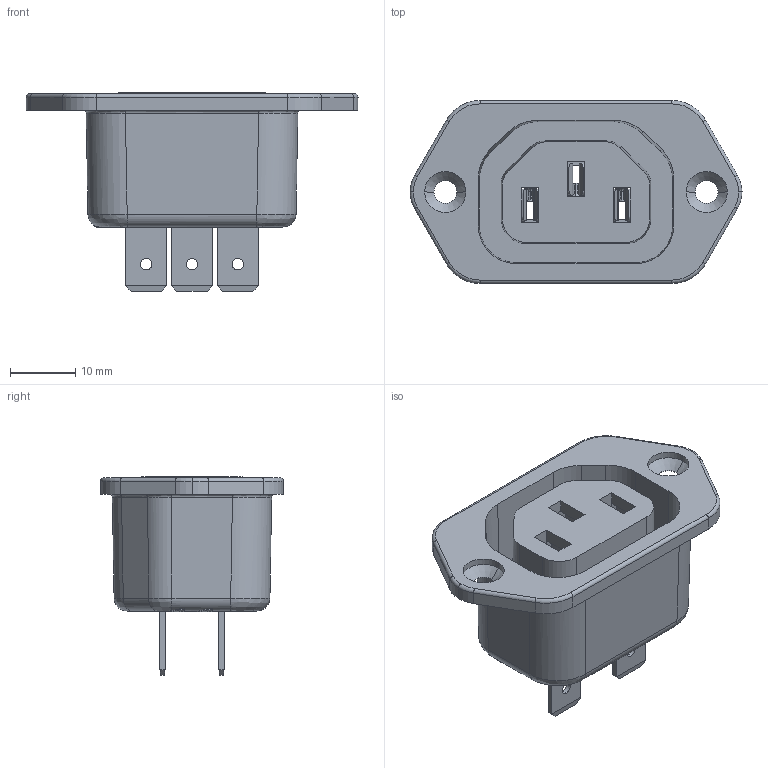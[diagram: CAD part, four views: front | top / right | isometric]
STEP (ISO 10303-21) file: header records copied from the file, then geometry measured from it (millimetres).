
FILE_DESCRIPTION(('OneSpaceDesigner STEP Export'),'2;1');
FILE_NAME('83030600_R5_Sheet-F_Screw-Mnt_QD-Contacts_Assy_3-20-12.stp','2012-03-20T15:50:28',(''),(''),'OneSpace Designer STEP processor for AP214 (Solid Model)','OneSpace Designer 14.50 18-Oct-2006 (C) CoCreate Software GmbH','');
FILE_SCHEMA(('AUTOMOTIVE_DESIGN { 1 0 10303 214 1 1 1 1 }'));
Length unit declared in the file: millimetre
Products named in the file (5): 55020600_R3_Sheet-F_.25QD-Contact_4-6-11; 68024030_R5_Sheet-F_Screw-Mnt_for-QD-Contacts_3-20-12; Part-Number-Insert_83030600; 83030600_R5_Sheet-F_Screw-Mnt_for-QD-Contacts_Assy_3-20-12
Assembly tree (6 placements, depth 3):
  83030600_R5_Sheet-F_Screw-Mnt_for-QD-Contacts_Assy_3-20-12
    55020600_R3_Sheet-F_.25QD-Contact_4-6-11  x3
    68024030_R5_Sheet-F_Screw-Mnt_for-QD-Contacts_3-20-12
      Part-Number-Insert_83030600
      68024030_R5_Sheet-F_Screw-Mnt_for-QD-Contacts_3-20-12
Bounding box: 50.8 x 28 x 30.38 mm (x, y, z)
Volume: 8308.4 mm3; surface area: 10941.9 mm2
Topology: 5 solids, 5 shells, 1908 faces, 5391 edges, 3567 vertices
Faces by surface type: plane 1590, cylinder 241, extrusion 33, bspline 20, cone 16, torus 8
Entity records: 56116 total; most frequent: CARTESIAN_POINT 11385, ORIENTED_EDGE 9766, DIRECTION 8297, EDGE_CURVE 4883, VECTOR 4437, LINE 4404, VERTEX_POINT 3231, AXIS2_PLACEMENT_3D 1930
